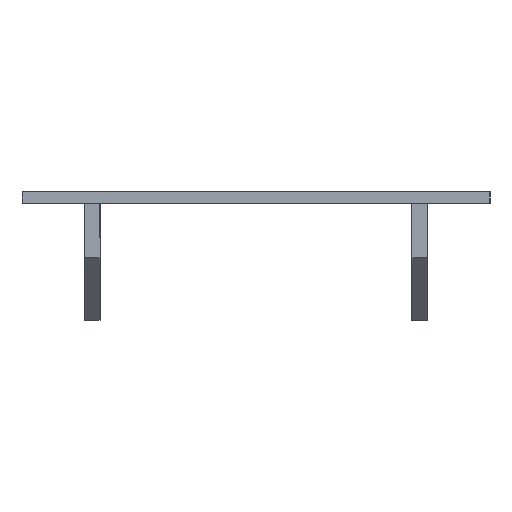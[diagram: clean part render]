
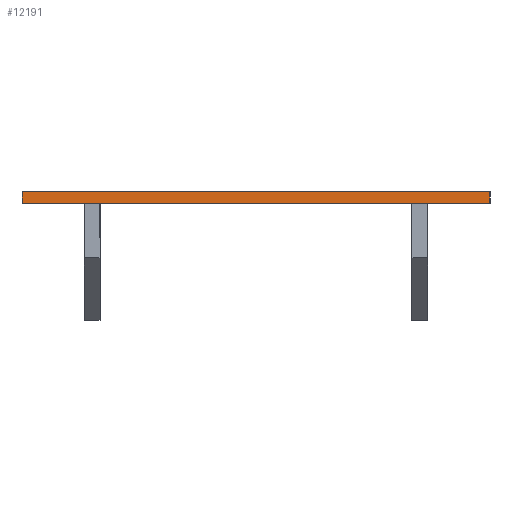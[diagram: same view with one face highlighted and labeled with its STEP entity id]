
A CAD part, left-side view. The second image highlights one B-rep face of the part: STEP entity #12191.
In plain terms, the highlighted planar face has unit normal (-1, 0, 0).
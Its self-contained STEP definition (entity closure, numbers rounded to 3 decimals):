
#427 = DIRECTION ( 'NONE',  ( 1., 0., 0. ) ) ;
#466 = VECTOR ( 'NONE', #13488, 1000. ) ;
#614 = DIRECTION ( 'NONE',  ( 0., 0., -1. ) ) ;
#2861 = AXIS2_PLACEMENT_3D ( 'NONE', #7361, #427, #614 ) ;
#2920 = LINE ( 'NONE', #3005, #4872 ) ;
#3005 = CARTESIAN_POINT ( 'NONE',  ( -300., 30., 1.5 ) ) ;
#3780 = CARTESIAN_POINT ( 'NONE',  ( -300., 30., 0. ) ) ;
#4710 = VERTEX_POINT ( 'NONE', #10416 ) ;
#4727 = CARTESIAN_POINT ( 'NONE',  ( -300., 30., 1.5 ) ) ;
#4872 = VECTOR ( 'NONE', #10216, 1000. ) ;
#5145 = DIRECTION ( 'NONE',  ( 0., 0., -1. ) ) ;
#5252 = EDGE_LOOP ( 'NONE', ( #9635, #7891, #18048, #15588 ) ) ;
#5683 = CARTESIAN_POINT ( 'NONE',  ( -300., 30., 0. ) ) ;
#5736 = VERTEX_POINT ( 'NONE', #4727 ) ;
#7037 = EDGE_CURVE ( 'NONE', #5736, #4710, #7957, .T. ) ;
#7361 = CARTESIAN_POINT ( 'NONE',  ( -300., 30., 1.5 ) ) ;
#7855 = LINE ( 'NONE', #3780, #466 ) ;
#7891 = ORIENTED_EDGE ( 'NONE', *, *, #14479, .F. ) ;
#7957 = LINE ( 'NONE', #12577, #8033 ) ;
#8033 = VECTOR ( 'NONE', #13584, 1000. ) ;
#9635 = ORIENTED_EDGE ( 'NONE', *, *, #17005, .T. ) ;
#10072 = VERTEX_POINT ( 'NONE', #12863 ) ;
#10216 = DIRECTION ( 'NONE',  ( 0., 0., -1. ) ) ;
#10416 = CARTESIAN_POINT ( 'NONE',  ( -300., -30., 1.5 ) ) ;
#11707 = FACE_OUTER_BOUND ( 'NONE', #5252, .T. ) ;
#12191 = ADVANCED_FACE ( 'NONE', ( #11707 ), #14754, .F. ) ;
#12577 = CARTESIAN_POINT ( 'NONE',  ( -300., 30., 1.5 ) ) ;
#12863 = CARTESIAN_POINT ( 'NONE',  ( -300., -30., 0. ) ) ;
#13266 = VECTOR ( 'NONE', #5145, 1000. ) ;
#13292 = CARTESIAN_POINT ( 'NONE',  ( -300., -30., 1.5 ) ) ;
#13488 = DIRECTION ( 'NONE',  ( 0., -1., 0. ) ) ;
#13584 = DIRECTION ( 'NONE',  ( 0., -1., 0. ) ) ;
#14479 = EDGE_CURVE ( 'NONE', #4710, #10072, #14858, .T. ) ;
#14632 = VERTEX_POINT ( 'NONE', #5683 ) ;
#14754 = PLANE ( 'NONE',  #2861 ) ;
#14858 = LINE ( 'NONE', #13292, #13266 ) ;
#15588 = ORIENTED_EDGE ( 'NONE', *, *, #16491, .T. ) ;
#16491 = EDGE_CURVE ( 'NONE', #5736, #14632, #2920, .T. ) ;
#17005 = EDGE_CURVE ( 'NONE', #14632, #10072, #7855, .T. ) ;
#18048 = ORIENTED_EDGE ( 'NONE', *, *, #7037, .F. ) ;
